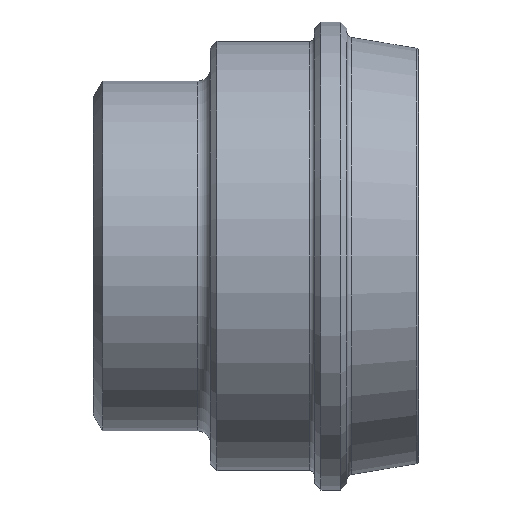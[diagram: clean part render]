
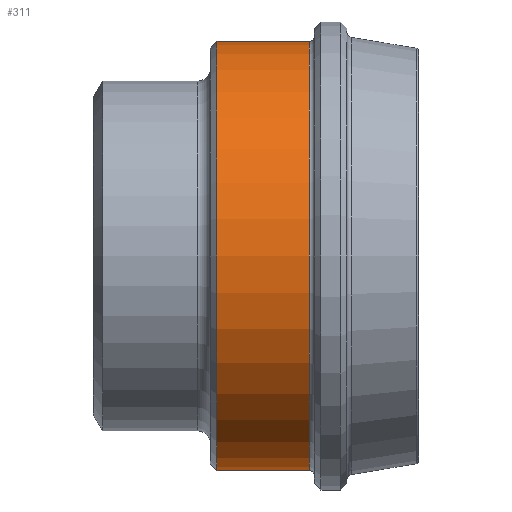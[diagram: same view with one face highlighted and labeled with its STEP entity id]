
A CAD part, front view. The second image highlights one B-rep face of the part: STEP entity #311.
In plain terms, the highlighted cylindrical face has radius 16.5 mm (diameter 33 mm), a full revolution.
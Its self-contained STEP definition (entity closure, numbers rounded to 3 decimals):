
#31=CYLINDRICAL_SURFACE('',#369,16.5);
#43=FACE_OUTER_BOUND('',#67,.T.);
#67=EDGE_LOOP('',(#246,#247,#248,#249,#250,#251));
#84=LINE('',#570,#95);
#95=VECTOR('',#462,16.5);
#114=CIRCLE('',#364,16.5);
#115=CIRCLE('',#365,16.5);
#118=CIRCLE('',#370,16.5);
#119=CIRCLE('',#371,16.5);
#147=VERTEX_POINT('',#556);
#148=VERTEX_POINT('',#557);
#151=VERTEX_POINT('',#567);
#152=VERTEX_POINT('',#568);
#181=EDGE_CURVE('',#147,#148,#114,.T.);
#182=EDGE_CURVE('',#148,#147,#115,.T.);
#186=EDGE_CURVE('',#151,#152,#118,.T.);
#187=EDGE_CURVE('',#151,#148,#84,.T.);
#188=EDGE_CURVE('',#152,#151,#119,.T.);
#246=ORIENTED_EDGE('',*,*,#186,.F.);
#247=ORIENTED_EDGE('',*,*,#187,.T.);
#248=ORIENTED_EDGE('',*,*,#181,.F.);
#249=ORIENTED_EDGE('',*,*,#182,.F.);
#250=ORIENTED_EDGE('',*,*,#187,.F.);
#251=ORIENTED_EDGE('',*,*,#188,.F.);
#311=ADVANCED_FACE('',(#43),#31,.T.);
#364=AXIS2_PLACEMENT_3D('',#558,#447,#448);
#365=AXIS2_PLACEMENT_3D('',#559,#449,#450);
#369=AXIS2_PLACEMENT_3D('',#566,#458,#459);
#370=AXIS2_PLACEMENT_3D('',#569,#460,#461);
#371=AXIS2_PLACEMENT_3D('',#571,#463,#464);
#447=DIRECTION('center_axis',(-1.,0.,0.));
#448=DIRECTION('ref_axis',(0.,-1.,0.));
#449=DIRECTION('center_axis',(-1.,0.,0.));
#450=DIRECTION('ref_axis',(0.,-1.,0.));
#458=DIRECTION('center_axis',(1.,0.,0.));
#459=DIRECTION('ref_axis',(0.,1.,0.));
#460=DIRECTION('center_axis',(1.,0.,0.));
#461=DIRECTION('ref_axis',(0.,-1.,0.));
#462=DIRECTION('',(-1.,0.,0.));
#463=DIRECTION('center_axis',(1.,0.,0.));
#464=DIRECTION('ref_axis',(0.,-1.,0.));
#556=CARTESIAN_POINT('',(-15.5,16.5,0.));
#557=CARTESIAN_POINT('',(-15.5,-16.5,0.));
#558=CARTESIAN_POINT('Origin',(-15.5,0.,0.));
#559=CARTESIAN_POINT('Origin',(-15.5,0.,0.));
#566=CARTESIAN_POINT('Origin',(-12.,0.,0.));
#567=CARTESIAN_POINT('',(-8.4,-16.5,0.));
#568=CARTESIAN_POINT('',(-8.4,0.,16.5));
#569=CARTESIAN_POINT('Origin',(-8.4,0.,0.));
#570=CARTESIAN_POINT('',(-12.,-16.5,0.));
#571=CARTESIAN_POINT('Origin',(-8.4,0.,0.));
